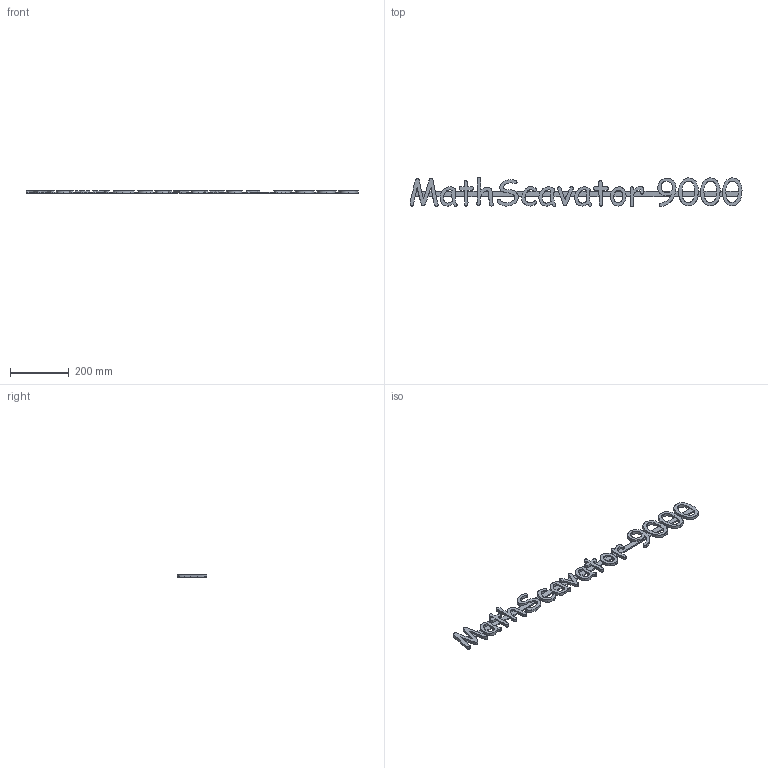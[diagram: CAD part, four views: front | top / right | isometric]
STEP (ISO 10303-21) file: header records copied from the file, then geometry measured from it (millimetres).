
FILE_DESCRIPTION (( 'STEP AP203' ), '1' );
FILE_NAME ('Name_Default_sldprt.STEP', '2023-11-24T08:12:29', ( '' ), ( '' ), 'SwSTEP 2.0', 'SolidWorks 2021', '' );
FILE_SCHEMA (( 'CONFIG_CONTROL_DESIGN' ));
Length unit declared in the file: millimetre
Products named in the file (1): Name_Default_sldprt
Bounding box: 1127.25 x 100.12 x 10 mm (x, y, z)
Volume: 394337.7 mm3; surface area: 153285.4 mm2
Topology: 1 solids, 1 shells, 430 faces, 1325 edges, 883 vertices
Faces by surface type: bspline 286, plane 144
Entity records: 24334 total; most frequent: CARTESIAN_POINT 14527, ORIENTED_EDGE 2650, EDGE_CURVE 1325, DIRECTION 954, VERTEX_POINT 883, VECTOR 664, LINE 664, B_SPLINE_CURVE_WITH_KNOTS 661
